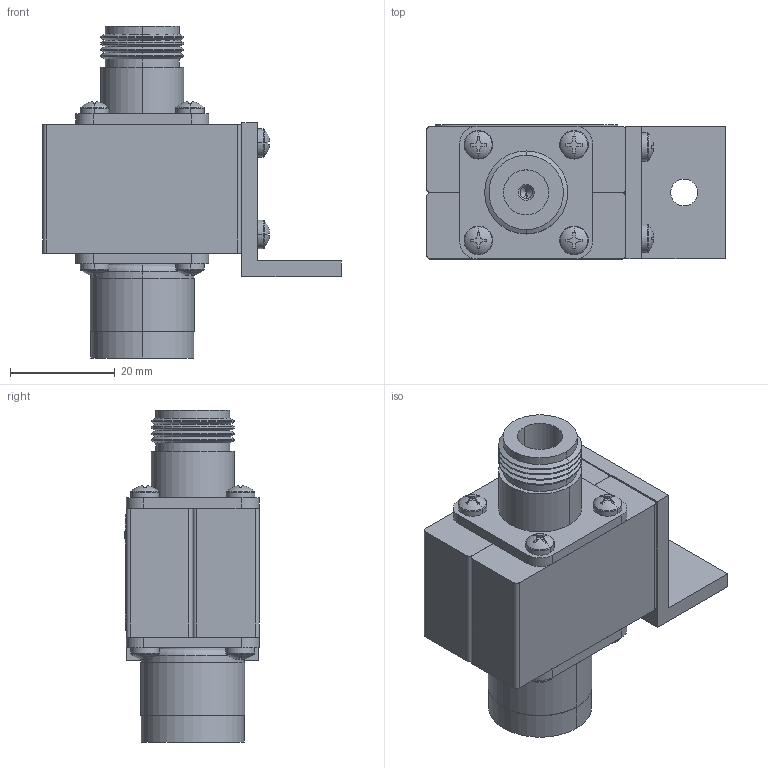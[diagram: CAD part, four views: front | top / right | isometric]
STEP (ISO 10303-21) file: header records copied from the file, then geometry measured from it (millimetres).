
FILE_DESCRIPTION (( 'STEP AP214' ), '1' );
FILE_NAME ('IS-B50HN-C2-MA.STEP', '2019-07-30T20:56:21', ( '' ), ( '' ), 'SwSTEP 2.0', 'SolidWorks 2019', '' );
FILE_SCHEMA (( 'AUTOMOTIVE_DESIGN' ));
Length unit declared in the file: inch
Products named in the file (9): 9040-0287; IS-B50HN-C2-MA; 5100-0004; 2011-6100-02; 1081-0251-05; 5210-0002; 7020-0008; 2012-6100; 5100-0004-01
Assembly tree (19 placements, depth 3):
  IS-B50HN-C2-MA
    5100-0004-01
    5100-0004
    1081-0251-05  x12
    2012-6100
    5210-0002
    9040-0287
      2011-6100-02
    7020-0008
Bounding box: 57.15 x 25.68 x 63.5 mm (x, y, z)
Volume: 30394.3 mm3; surface area: 21257.7 mm2
Topology: 18 solids, 18 shells, 2862 faces, 7009 edges, 4323 vertices
Faces by surface type: plane 1078, cone 650, cylinder 591, bspline 487, torus 54, sphere 2
Entity records: 94686 total; most frequent: CARTESIAN_POINT 38211, ORIENTED_EDGE 8918, DIRECTION 6418, EDGE_CURVE 4459, VERTEX_POINT 2926, LINE 2924, VECTOR 2924, EDGE_LOOP 1879
